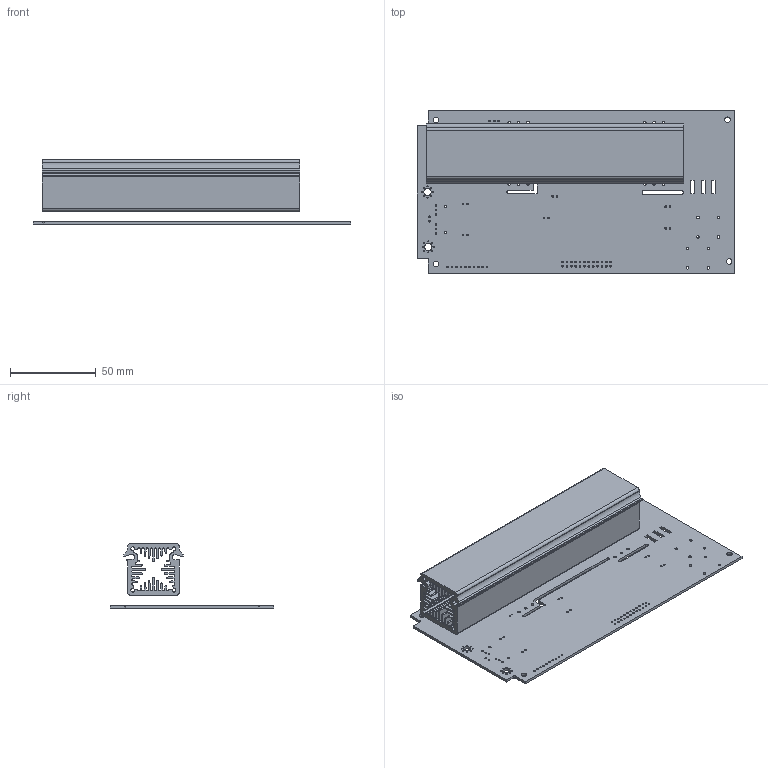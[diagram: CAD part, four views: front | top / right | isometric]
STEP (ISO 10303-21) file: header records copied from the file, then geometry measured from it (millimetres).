
FILE_DESCRIPTION(('KiCad electronic assembly'),'2;1');
FILE_NAME('EL-Load-V2.step','2022-08-12T18:02:31',('Pcbnew'),('Kicad'), 'Open CASCADE STEP processor 7.6','KiCad to STEP converter','Unknown' );
FILE_SCHEMA(('AUTOMOTIVE_DESIGN { 1 0 10303 214 1 1 1 1 }'));
Length unit declared in the file: millimetre
Products named in the file (4): EL-Load-V2 1; lam_3_k; SOLID; EL-Load-V2 PCB
Assembly tree (3 placements, depth 3):
  EL-Load-V2 1
    lam_3_k
      SOLID
    EL-Load-V2 PCB
Bounding box: 185 x 95 x 37.62 mm (x, y, z)
Volume: 92719.9 mm3; surface area: 110448.7 mm2
Topology: 2 solids, 2 shells, 403 faces, 1197 edges, 798 vertices
Faces by surface type: bspline 252, cylinder 117, plane 34
Full cylindrical faces by diameter (mm): 0.6 x16, 0.8 x4, 1 x54, 1.1 x3, 1.3 x2, 1.5 x20, 3.2 x4, 4.3 x2
Entity records: 29166 total; most frequent: CARTESIAN_POINT 11038, ORIENTED_EDGE 2394, PCURVE 2394, DEFINITIONAL_REPRESENTATION 2394, B_SPLINE_CURVE_WITH_KNOTS 1722, DIRECTION 1651, EDGE_CURVE 1197, SURFACE_CURVE 1092
